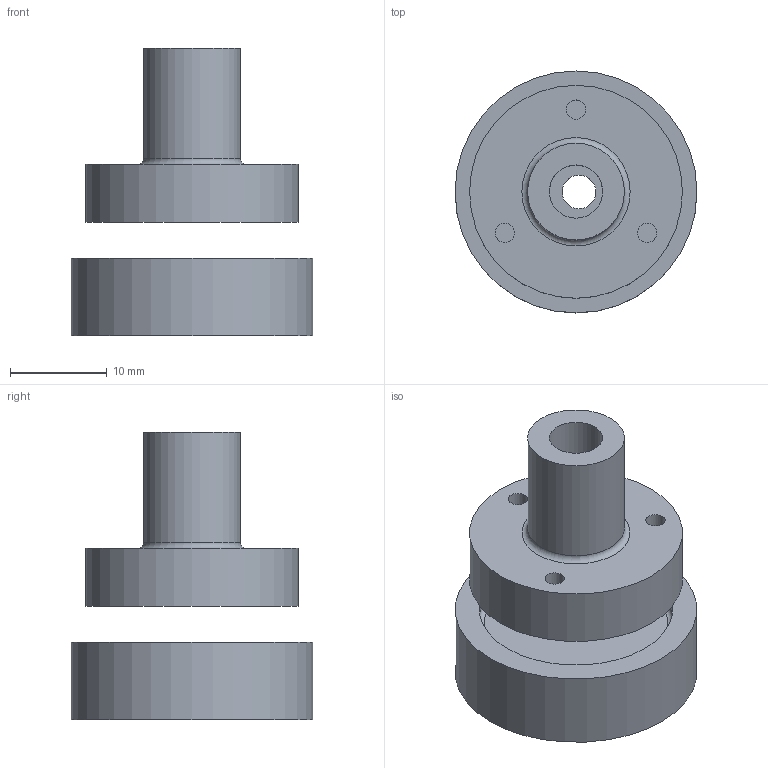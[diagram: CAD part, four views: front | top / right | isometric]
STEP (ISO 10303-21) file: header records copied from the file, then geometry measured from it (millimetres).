
FILE_DESCRIPTION(('HOOPS Exchange Step'),'2;1');
FILE_NAME('temp_export','2022-12-07T16:13:01-06:00',('jonat'),('Shapr3D Limited'),'HOOPS Exchange 2022.0','Shapr3D','Authorized');
FILE_SCHEMA( ('AUTOMOTIVE_DESIGN { 1 0 10303 214 1 1 1 1 }') );
Length unit declared in the file: millimetre
Products named in the file (1): root
Bounding box: 25 x 25 x 29.7 mm (x, y, z)
Volume: 6077.2 mm3; surface area: 3655.1 mm2
Topology: 2 solids, 2 shells, 17 faces, 49 edges, 38 vertices
Faces by surface type: cylinder 9, plane 6, torus 2
Full cylindrical faces by diameter (mm): 2 x3, 3.5 x1, 5.5 x1, 10 x1, 20 x1, 22 x1, 25 x1
Entity records: 654 total; most frequent: DIRECTION 125, CARTESIAN_POINT 105, ORIENTED_EDGE 98, AXIS2_PLACEMENT_3D 58, EDGE_CURVE 49, CIRCLE 40, VERTEX_POINT 38, EDGE_LOOP 29
